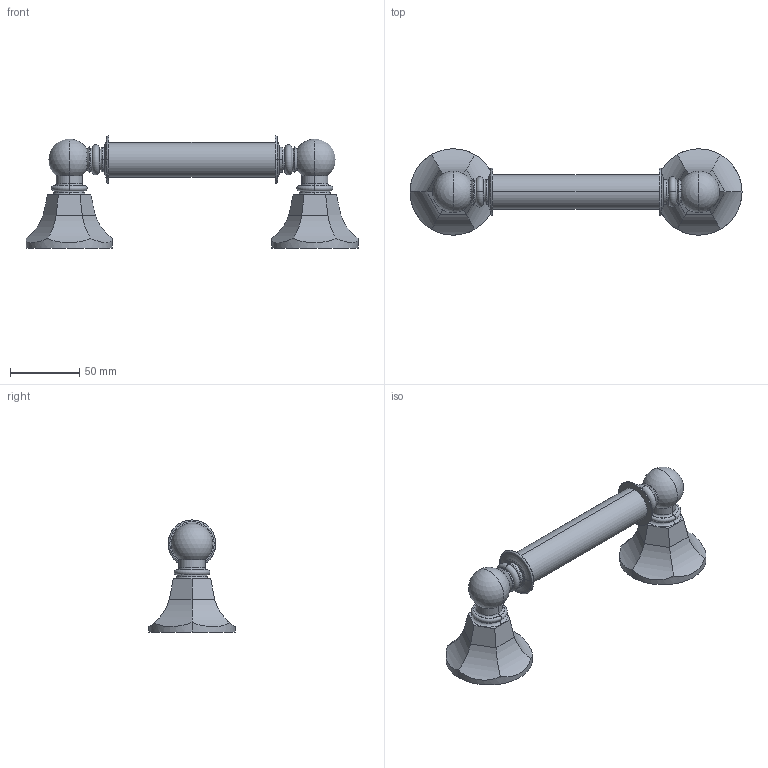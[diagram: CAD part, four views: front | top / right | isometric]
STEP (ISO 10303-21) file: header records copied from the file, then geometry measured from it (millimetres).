
FILE_DESCRIPTION((''),'2;1');
FILE_NAME('1200-1500','2022-02-07T09:50:42',('rsmith'),(''),'CREO PARAMETRIC BY PTC INC, 2018400','CREO PARAMETRIC BY PTC INC, 2018400','');
FILE_SCHEMA(('AUTOMOTIVE_DESIGN { 1 0 10303 214 1 1 1 1 }'));
Length unit declared in the file: inch
Products named in the file (1): 1200-1500
Bounding box: 240.28 x 62.48 x 81.16 mm (x, y, z)
Volume: 219465.5 mm3; surface area: 41262.7 mm2
Topology: 3 solids, 3 shells, 132 faces, 270 edges, 156 vertices
Faces by surface type: cylinder 62, torus 32, plane 18, cone 14, sphere 6
Entity records: 5570 total; most frequent: CARTESIAN_POINT 958, DIRECTION 648, ORIENTED_EDGE 532, PRESENTATION_STYLE_ASSIGNMENT 381, AXIS2_PLACEMENT_3D 286, STYLED_ITEM 269, CURVE_STYLE 266, EDGE_CURVE 266
